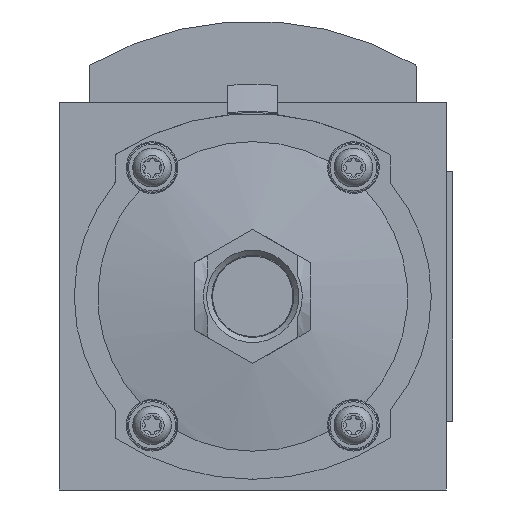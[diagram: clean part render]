
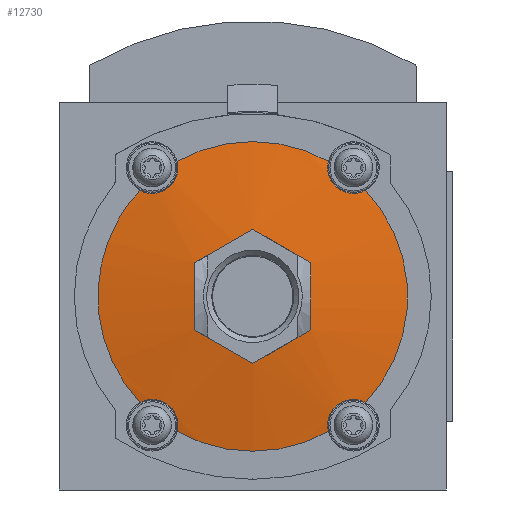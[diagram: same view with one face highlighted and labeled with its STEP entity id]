
A CAD part, front view. The second image highlights one B-rep face of the part: STEP entity #12730.
In plain terms, the highlighted spherical face has radius 160 mm.
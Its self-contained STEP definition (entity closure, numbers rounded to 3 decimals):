
#1873=SPHERICAL_SURFACE('',#13310,160.);
#1895=CIRCLE('',#13311,35.989);
#1896=CIRCLE('',#13312,35.989);
#1897=CIRCLE('',#13313,35.989);
#1898=CIRCLE('',#13314,35.989);
#1899=CIRCLE('',#13315,159.429);
#1900=CIRCLE('',#13316,159.429);
#1901=CIRCLE('',#13317,159.429);
#1902=CIRCLE('',#13318,159.429);
#1903=CIRCLE('',#13319,159.429);
#1904=CIRCLE('',#13320,159.429);
#2438=ORIENTED_EDGE('',*,*,#5184,.F.);
#2439=ORIENTED_EDGE('',*,*,#5185,.T.);
#2440=ORIENTED_EDGE('',*,*,#5186,.F.);
#2441=ORIENTED_EDGE('',*,*,#5187,.T.);
#2442=ORIENTED_EDGE('',*,*,#5188,.F.);
#2443=ORIENTED_EDGE('',*,*,#5189,.T.);
#2444=ORIENTED_EDGE('',*,*,#5190,.F.);
#2445=ORIENTED_EDGE('',*,*,#5191,.T.);
#2446=ORIENTED_EDGE('',*,*,#5192,.F.);
#2447=ORIENTED_EDGE('',*,*,#5193,.F.);
#2448=ORIENTED_EDGE('',*,*,#5194,.F.);
#2449=ORIENTED_EDGE('',*,*,#5195,.F.);
#2450=ORIENTED_EDGE('',*,*,#5196,.F.);
#2451=ORIENTED_EDGE('',*,*,#5197,.F.);
#5184=EDGE_CURVE('',#6541,#6542,#1895,.T.);
#5185=EDGE_CURVE('',#6541,#6543,#7470,.T.);
#5186=EDGE_CURVE('',#6544,#6543,#1896,.T.);
#5187=EDGE_CURVE('',#6544,#6545,#7471,.T.);
#5188=EDGE_CURVE('',#6546,#6545,#1897,.T.);
#5189=EDGE_CURVE('',#6546,#6547,#7472,.T.);
#5190=EDGE_CURVE('',#6548,#6547,#1898,.T.);
#5191=EDGE_CURVE('',#6548,#6542,#7473,.T.);
#5192=EDGE_CURVE('',#6549,#6550,#1899,.F.);
#5193=EDGE_CURVE('',#6551,#6549,#1900,.F.);
#5194=EDGE_CURVE('',#6552,#6551,#1901,.F.);
#5195=EDGE_CURVE('',#6553,#6552,#1902,.F.);
#5196=EDGE_CURVE('',#6554,#6553,#1903,.F.);
#5197=EDGE_CURVE('',#6550,#6554,#1904,.F.);
#6541=VERTEX_POINT('',#17430);
#6542=VERTEX_POINT('',#17431);
#6543=VERTEX_POINT('',#17439);
#6544=VERTEX_POINT('',#17441);
#6545=VERTEX_POINT('',#17449);
#6546=VERTEX_POINT('',#17451);
#6547=VERTEX_POINT('',#17459);
#6548=VERTEX_POINT('',#17461);
#6549=VERTEX_POINT('',#17470);
#6550=VERTEX_POINT('',#17471);
#6551=VERTEX_POINT('',#17473);
#6552=VERTEX_POINT('',#17475);
#6553=VERTEX_POINT('',#17477);
#6554=VERTEX_POINT('',#17479);
#7470=B_SPLINE_CURVE_WITH_KNOTS('',3,(#17432,#17433,#17434,#17435,#17436,
#17437,#17438),.UNSPECIFIED.,.F.,.F.,(4,1,1,1,4),(0.,0.003,
0.007,0.01,0.014),
 .UNSPECIFIED.);
#7471=B_SPLINE_CURVE_WITH_KNOTS('',3,(#17442,#17443,#17444,#17445,#17446,
#17447,#17448),.UNSPECIFIED.,.F.,.F.,(4,1,1,1,4),(0.,0.003,
0.007,0.01,0.014),
 .UNSPECIFIED.);
#7472=B_SPLINE_CURVE_WITH_KNOTS('',3,(#17452,#17453,#17454,#17455,#17456,
#17457,#17458),.UNSPECIFIED.,.F.,.F.,(4,1,1,1,4),(0.,0.003,
0.007,0.01,0.014),
 .UNSPECIFIED.);
#7473=B_SPLINE_CURVE_WITH_KNOTS('',3,(#17462,#17463,#17464,#17465,#17466,
#17467,#17468),.UNSPECIFIED.,.F.,.F.,(4,1,1,1,4),(0.,0.003,
0.007,0.01,0.014),
 .UNSPECIFIED.);
#7639=EDGE_LOOP('',(#2438,#2439,#2440,#2441,#2442,#2443,#2444,#2445));
#7640=EDGE_LOOP('',(#2446,#2447,#2448,#2449,#2450,#2451));
#8297=FACE_BOUND('',#7639,.T.);
#8298=FACE_BOUND('',#7640,.T.);
#12730=ADVANCED_FACE('',(#8297,#8298),#1873,.T.);
#13310=AXIS2_PLACEMENT_3D('',#17428,#14390,#14391);
#13311=AXIS2_PLACEMENT_3D('',#17429,#14392,#14393);
#13312=AXIS2_PLACEMENT_3D('',#17440,#14394,#14395);
#13313=AXIS2_PLACEMENT_3D('',#17450,#14396,#14397);
#13314=AXIS2_PLACEMENT_3D('',#17460,#14398,#14399);
#13315=AXIS2_PLACEMENT_3D('',#17469,#14400,#14401);
#13316=AXIS2_PLACEMENT_3D('',#17472,#14402,#14403);
#13317=AXIS2_PLACEMENT_3D('',#17474,#14404,#14405);
#13318=AXIS2_PLACEMENT_3D('',#17476,#14406,#14407);
#13319=AXIS2_PLACEMENT_3D('',#17478,#14408,#14409);
#13320=AXIS2_PLACEMENT_3D('',#17480,#14410,#14411);
#14390=DIRECTION('',(0.,-1.,0.));
#14391=DIRECTION('',(-1.,0.,0.));
#14392=DIRECTION('',(0.,1.,0.));
#14393=DIRECTION('',(0.,0.,1.));
#14394=DIRECTION('',(0.,1.,0.));
#14395=DIRECTION('',(0.,0.,1.));
#14396=DIRECTION('',(0.,1.,0.));
#14397=DIRECTION('',(0.,0.,1.));
#14398=DIRECTION('',(0.,1.,0.));
#14399=DIRECTION('',(0.,0.,1.));
#14400=DIRECTION('',(0.5,0.,0.866));
#14401=DIRECTION('',(0.866,0.,-0.5));
#14402=DIRECTION('',(1.,0.,0.));
#14403=DIRECTION('',(0.,0.,-1.));
#14404=DIRECTION('',(0.5,0.,-0.866));
#14405=DIRECTION('',(-0.866,0.,-0.5));
#14406=DIRECTION('',(-0.5,0.,-0.866));
#14407=DIRECTION('',(-0.866,0.,0.5));
#14408=DIRECTION('',(-1.,0.,0.));
#14409=DIRECTION('',(0.,0.,1.));
#14410=DIRECTION('',(-0.5,0.,0.866));
#14411=DIRECTION('',(0.866,0.,0.5));
#17428=CARTESIAN_POINT('',(0.,-93.6,0.));
#17429=CARTESIAN_POINT('',(0.,-249.5,0.));
#17430=CARTESIAN_POINT('',(26.22,-249.5,24.651));
#17431=CARTESIAN_POINT('',(26.22,-249.5,-24.651));
#17432=CARTESIAN_POINT('',(26.22,-249.5,24.651));
#17433=CARTESIAN_POINT('',(25.208,-249.756,24.111));
#17434=CARTESIAN_POINT('',(22.893,-250.195,23.624));
#17435=CARTESIAN_POINT('',(19.485,-250.453,24.936));
#17436=CARTESIAN_POINT('',(17.386,-250.196,27.922));
#17437=CARTESIAN_POINT('',(17.296,-249.756,30.292));
#17438=CARTESIAN_POINT('',(17.576,-249.5,31.405));
#17439=CARTESIAN_POINT('',(17.576,-249.5,31.405));
#17440=CARTESIAN_POINT('',(0.,-249.5,0.));
#17441=CARTESIAN_POINT('',(-17.576,-249.5,31.405));
#17442=CARTESIAN_POINT('',(-17.576,-249.5,31.405));
#17443=CARTESIAN_POINT('',(-17.296,-249.756,30.292));
#17444=CARTESIAN_POINT('',(-17.384,-250.195,27.929));
#17445=CARTESIAN_POINT('',(-19.481,-250.453,24.939));
#17446=CARTESIAN_POINT('',(-22.886,-250.196,23.624));
#17447=CARTESIAN_POINT('',(-25.208,-249.756,24.111));
#17448=CARTESIAN_POINT('',(-26.22,-249.5,24.651));
#17449=CARTESIAN_POINT('',(-26.22,-249.5,24.651));
#17450=CARTESIAN_POINT('',(0.,-249.5,0.));
#17451=CARTESIAN_POINT('',(-26.22,-249.5,-24.651));
#17452=CARTESIAN_POINT('',(-26.22,-249.5,-24.651));
#17453=CARTESIAN_POINT('',(-25.208,-249.756,-24.111));
#17454=CARTESIAN_POINT('',(-22.893,-250.195,-23.624));
#17455=CARTESIAN_POINT('',(-19.485,-250.453,-24.936));
#17456=CARTESIAN_POINT('',(-17.386,-250.196,-27.922));
#17457=CARTESIAN_POINT('',(-17.296,-249.756,-30.292));
#17458=CARTESIAN_POINT('',(-17.576,-249.5,-31.405));
#17459=CARTESIAN_POINT('',(-17.576,-249.5,-31.405));
#17460=CARTESIAN_POINT('',(0.,-249.5,0.));
#17461=CARTESIAN_POINT('',(17.576,-249.5,-31.405));
#17462=CARTESIAN_POINT('',(17.576,-249.5,-31.405));
#17463=CARTESIAN_POINT('',(17.296,-249.756,-30.292));
#17464=CARTESIAN_POINT('',(17.384,-250.195,-27.929));
#17465=CARTESIAN_POINT('',(19.481,-250.453,-24.939));
#17466=CARTESIAN_POINT('',(22.886,-250.196,-23.624));
#17467=CARTESIAN_POINT('',(25.208,-249.756,-24.111));
#17468=CARTESIAN_POINT('',(26.22,-249.5,-24.651));
#17469=CARTESIAN_POINT('',(6.75,-93.6,11.691));
#17470=CARTESIAN_POINT('',(13.5,-252.839,7.794));
#17471=CARTESIAN_POINT('',(0.,-252.839,15.588));
#17472=CARTESIAN_POINT('',(13.5,-93.6,0.));
#17473=CARTESIAN_POINT('',(13.5,-252.839,-7.794));
#17474=CARTESIAN_POINT('',(6.75,-93.6,-11.691));
#17475=CARTESIAN_POINT('',(0.,-252.839,-15.588));
#17476=CARTESIAN_POINT('',(-6.75,-93.6,-11.691));
#17477=CARTESIAN_POINT('',(-13.5,-252.839,-7.794));
#17478=CARTESIAN_POINT('',(-13.5,-93.6,0.));
#17479=CARTESIAN_POINT('',(-13.5,-252.839,7.794));
#17480=CARTESIAN_POINT('',(-6.75,-93.6,11.691));
